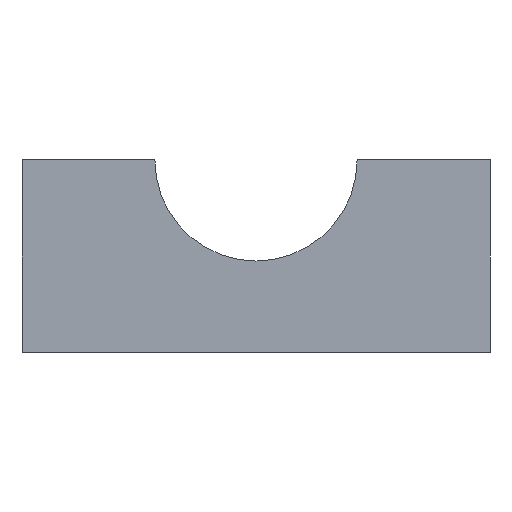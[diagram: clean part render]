
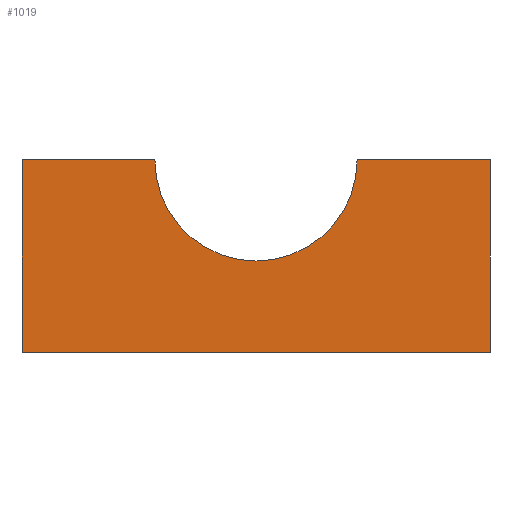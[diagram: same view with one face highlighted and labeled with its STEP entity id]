
A CAD part, left-side view. The second image highlights one B-rep face of the part: STEP entity #1019.
In plain terms, the highlighted planar face has unit normal (-1, 0, 0).
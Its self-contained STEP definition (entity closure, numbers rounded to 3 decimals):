
#70=PLANE('',#1131);
#130=FACE_OUTER_BOUND('',#201,.T.);
#201=EDGE_LOOP('',(#921,#922,#923,#924,#925,#926));
#276=LINE('',#1616,#377);
#281=LINE('',#1633,#382);
#302=LINE('',#1707,#403);
#303=LINE('',#1710,#404);
#304=LINE('',#1711,#405);
#377=VECTOR('',#1318,10.);
#382=VECTOR('',#1333,10.);
#403=VECTOR('',#1418,10.);
#404=VECTOR('',#1421,10.);
#405=VECTOR('',#1422,10.);
#446=CIRCLE('',#1127,6.05);
#502=VERTEX_POINT('',#1613);
#503=VERTEX_POINT('',#1615);
#510=VERTEX_POINT('',#1631);
#527=VERTEX_POINT('',#1692);
#528=VERTEX_POINT('',#1694);
#532=VERTEX_POINT('',#1709);
#622=EDGE_CURVE('',#503,#502,#276,.T.);
#631=EDGE_CURVE('',#502,#510,#281,.T.);
#659=EDGE_CURVE('',#528,#527,#446,.T.);
#666=EDGE_CURVE('',#510,#528,#302,.T.);
#667=EDGE_CURVE('',#527,#532,#303,.T.);
#668=EDGE_CURVE('',#532,#503,#304,.T.);
#921=ORIENTED_EDGE('',*,*,#622,.T.);
#922=ORIENTED_EDGE('',*,*,#631,.T.);
#923=ORIENTED_EDGE('',*,*,#666,.T.);
#924=ORIENTED_EDGE('',*,*,#659,.T.);
#925=ORIENTED_EDGE('',*,*,#667,.T.);
#926=ORIENTED_EDGE('',*,*,#668,.T.);
#1019=ADVANCED_FACE('',(#130),#70,.F.);
#1127=AXIS2_PLACEMENT_3D('',#1695,#1405,#1406);
#1131=AXIS2_PLACEMENT_3D('',#1708,#1419,#1420);
#1318=DIRECTION('',(0.,-1.,0.));
#1333=DIRECTION('',(0.,0.,1.));
#1405=DIRECTION('center_axis',(1.,0.,0.));
#1406=DIRECTION('ref_axis',(0.,0.,
-1.));
#1418=DIRECTION('',(0.,1.,0.));
#1419=DIRECTION('center_axis',(1.,0.,0.));
#1420=DIRECTION('ref_axis',(0.,0.,
-1.));
#1421=DIRECTION('',(0.,1.,0.));
#1422=DIRECTION('',(0.,0.,-1.));
#1613=CARTESIAN_POINT('',(16.134,-8.5,-1.332));
#1615=CARTESIAN_POINT('',(16.134,19.5,-1.332));
#1616=CARTESIAN_POINT('',(16.134,19.5,-1.332));
#1631=CARTESIAN_POINT('',(16.134,-8.5,10.168));
#1633=CARTESIAN_POINT('',(16.134,-8.5,-1.332));
#1692=CARTESIAN_POINT('',(16.134,11.55,10.168));
#1694=CARTESIAN_POINT('',(16.134,-0.55,10.168));
#1695=CARTESIAN_POINT('Origin',(16.134,5.5,10.168));
#1707=CARTESIAN_POINT('',(16.134,-8.506,10.168));
#1708=CARTESIAN_POINT('Origin',(16.134,5.5,4.418));
#1709=CARTESIAN_POINT('',(16.134,19.5,10.168));
#1710=CARTESIAN_POINT('',(16.134,-8.506,10.168));
#1711=CARTESIAN_POINT('',(16.134,19.5,21.668));
